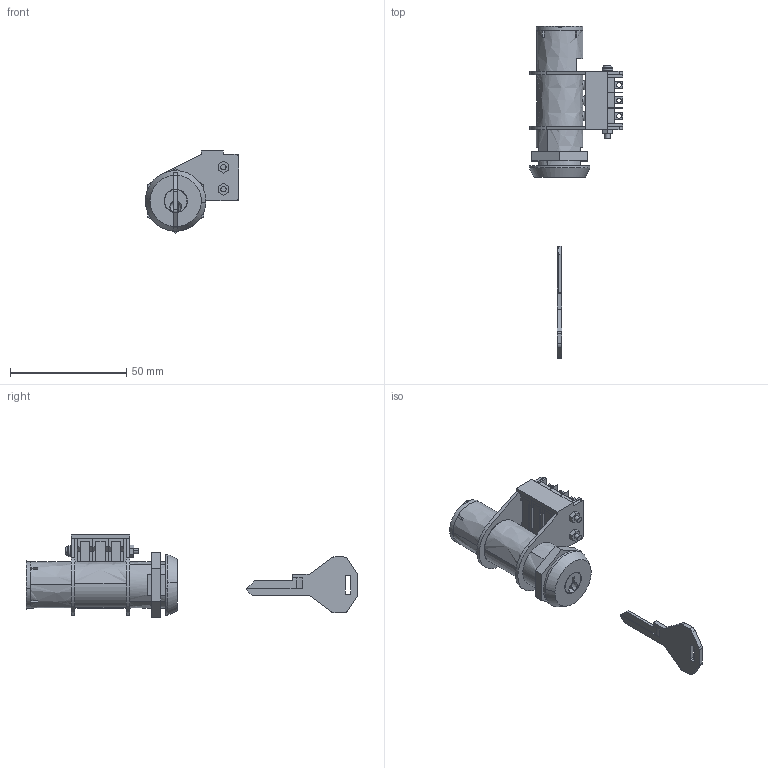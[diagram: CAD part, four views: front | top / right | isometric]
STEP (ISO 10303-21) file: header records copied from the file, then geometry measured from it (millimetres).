
FILE_DESCRIPTION((''),'2;1');
FILE_NAME('','2005-07-15T14:13:49',(''),(''),'','CADfix','');
FILE_SCHEMA(('AUTOMOTIVE_DESIGN'));
Length unit declared in the file: millimetre
Products named in the file (17): nut_3; nut_2; nut_1; screw_1; screw_2; spacer_B; spacer_A; pin; switch; shaft; lock; key; holder; cover; cam; bracket; TL_143_14314_36
Assembly tree (25 placements, depth 2):
  TL_143_14314_36
    nut_3  x2
    nut_2
    nut_1
    screw_1  x2
    screw_2  x2
    spacer_B  x2
    spacer_A  x2
    pin  x3
    switch  x3
    shaft
    lock
    key
    holder
    cover
    cam
    bracket
Bounding box: 40 x 142.66 x 35.36 mm (x, y, z)
Volume: 29069.7 mm3; surface area: 21766 mm2
Topology: 25 solids, 25 shells, 467 faces, 1357 edges, 964 vertices
Faces by surface type: bspline 467
Entity records: 11172 total; most frequent: CARTESIAN_POINT 5586, ORIENTED_EDGE 1774, EDGE_CURVE 887, VERTEX_POINT 630, QUASI_UNIFORM_CURVE 515, EDGE_LOOP 345, FACE_OUTER_BOUND 301, ADVANCED_FACE 301
